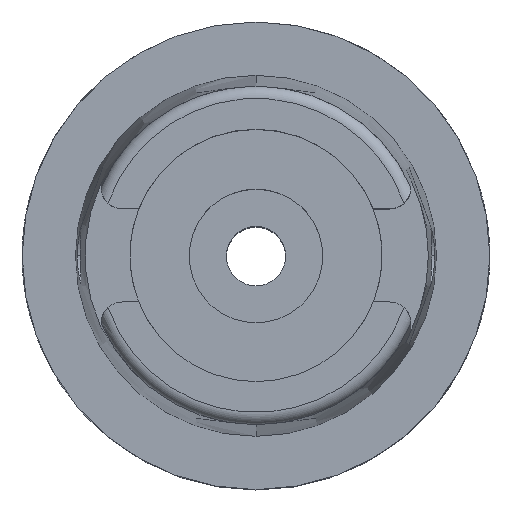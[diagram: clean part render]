
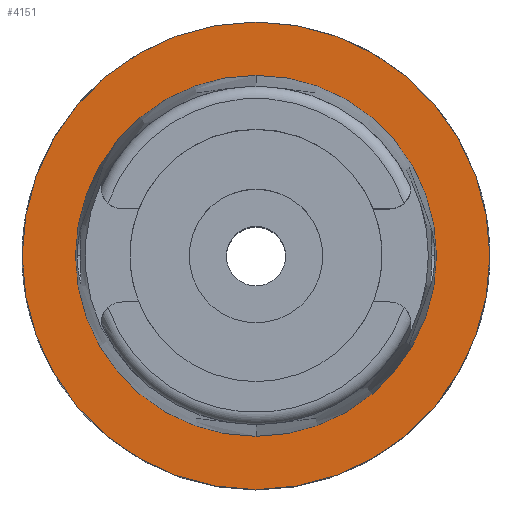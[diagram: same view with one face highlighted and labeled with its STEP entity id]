
A CAD part, top view. The second image highlights one B-rep face of the part: STEP entity #4151.
In plain terms, the highlighted planar face has unit normal (0, 0, 1).
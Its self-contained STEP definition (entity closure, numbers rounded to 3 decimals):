
#1967=CARTESIAN_POINT('',(0.,0.,0.));
#1968=DIRECTION('',(0.,0.,-1.));
#1969=DIRECTION('',(0.,-1.,0.));
#1970=AXIS2_PLACEMENT_3D('',#1967,#1968,#1969);
#1975=CARTESIAN_POINT('',(0.,0.,0.));
#1976=DIRECTION('',(0.,0.,-1.));
#1977=DIRECTION('',(0.,1.,0.));
#1978=AXIS2_PLACEMENT_3D('',#1975,#1976,#1977);
#1983=CARTESIAN_POINT('',(0.,0.,0.));
#1984=DIRECTION('',(0.,0.,1.));
#1985=DIRECTION('',(0.,-1.,0.));
#1986=AXIS2_PLACEMENT_3D('',#1983,#1984,#1985);
#1991=CARTESIAN_POINT('',(0.,0.,0.));
#1992=DIRECTION('',(0.,0.,1.));
#1993=DIRECTION('',(0.,1.,0.));
#1994=AXIS2_PLACEMENT_3D('',#1991,#1992,#1993);
#2448=CARTESIAN_POINT('',(0.,-24.315,0.));
#2449=VERTEX_POINT('',#2448);
#2450=CARTESIAN_POINT('',(0.,24.315,0.));
#2451=VERTEX_POINT('',#2450);
#2740=CARTESIAN_POINT('',(0.,31.5,0.));
#2741=VERTEX_POINT('',#2740);
#2742=CARTESIAN_POINT('',(0.,-31.5,0.));
#2743=VERTEX_POINT('',#2742);
#4138=CARTESIAN_POINT('',(0.,0.,0.));
#4139=DIRECTION('',(0.,0.,1.));
#4140=DIRECTION('',(0.,1.,0.));
#4141=AXIS2_PLACEMENT_3D('',#4138,#4139,#4140);
#4142=PLANE('',#4141);
#4143=ORIENTED_EDGE('',*,*,#4120,.T.);
#4144=ORIENTED_EDGE('',*,*,#4011,.T.);
#4145=EDGE_LOOP('',(#4143,#4144));
#4146=FACE_OUTER_BOUND('',#4145,.F.);
#4147=ORIENTED_EDGE('',*,*,#2923,.T.);
#4148=ORIENTED_EDGE('',*,*,#2892,.T.);
#4149=EDGE_LOOP('',(#4147,#4148));
#4150=FACE_BOUND('',#4149,.F.);
#1971=CIRCLE('',#1970,31.5);
#1979=CIRCLE('',#1978,31.5);
#1987=CIRCLE('',#1986,24.315);
#1995=CIRCLE('',#1994,24.315);
#2892=EDGE_CURVE('',#2451,#2449,#1995,.T.);
#2923=EDGE_CURVE('',#2449,#2451,#1987,.T.);
#4011=EDGE_CURVE('',#2741,#2743,#1979,.T.);
#4120=EDGE_CURVE('',#2743,#2741,#1971,.T.);
#4151=ADVANCED_FACE('',(#4146,#4150),#4142,.T.);
